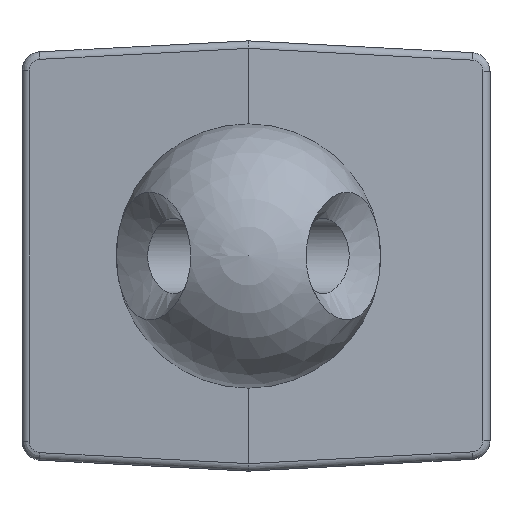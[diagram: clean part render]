
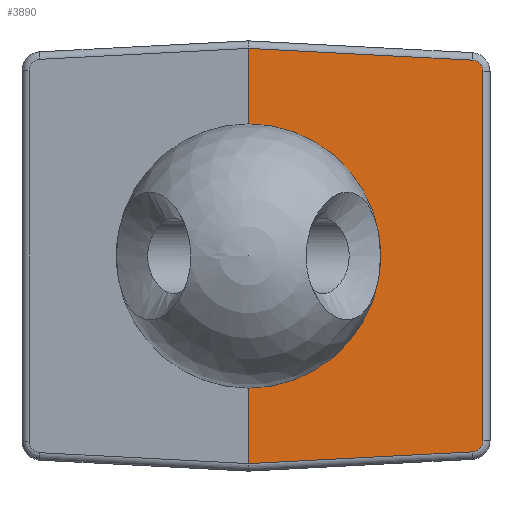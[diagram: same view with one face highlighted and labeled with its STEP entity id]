
A CAD part, left-side view. The second image highlights one B-rep face of the part: STEP entity #3890.
In plain terms, the highlighted planar face has unit normal (-0.999, -0.052, 0).
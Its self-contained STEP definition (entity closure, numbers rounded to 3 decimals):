
#50=ELLIPSE('',#4069,0.3,0.3);
#52=ELLIPSE('',#4074,0.3,0.3);
#59=ELLIPSE('',#4094,2.253,2.25);
#368=FACE_OUTER_BOUND('',#572,.T.);
#572=EDGE_LOOP('',(#3367,#3368,#3369,#3370,#3371,#3372,#3373,#3374));
#968=LINE('',#6524,#1355);
#976=LINE('',#6638,#1363);
#978=LINE('',#6671,#1365);
#979=LINE('',#6674,#1366);
#980=LINE('',#6677,#1367);
#1355=VECTOR('',#4737,10.);
#1363=VECTOR('',#4779,10.);
#1365=VECTOR('',#4789,10.);
#1366=VECTOR('',#4792,10.);
#1367=VECTOR('',#4795,10.);
#1707=VERTEX_POINT('',#6517);
#1710=VERTEX_POINT('',#6522);
#1714=VERTEX_POINT('',#6531);
#1721=VERTEX_POINT('',#6628);
#1723=VERTEX_POINT('',#6634);
#1725=VERTEX_POINT('',#6664);
#1727=VERTEX_POINT('',#6673);
#1728=VERTEX_POINT('',#6675);
#2192=EDGE_CURVE('',#1710,#1707,#968,.T.);
#2210=EDGE_CURVE('',#1707,#1721,#50,.T.);
#2213=EDGE_CURVE('',#1721,#1723,#976,.T.);
#2216=EDGE_CURVE('',#1723,#1725,#52,.T.);
#2218=EDGE_CURVE('',#1725,#1714,#978,.T.);
#2219=EDGE_CURVE('',#1714,#1727,#979,.T.);
#2221=EDGE_CURVE('',#1728,#1710,#980,.T.);
#2258=EDGE_CURVE('',#1727,#1728,#59,.T.);
#3367=ORIENTED_EDGE('',*,*,#2192,.F.);
#3368=ORIENTED_EDGE('',*,*,#2221,.F.);
#3369=ORIENTED_EDGE('',*,*,#2258,.F.);
#3370=ORIENTED_EDGE('',*,*,#2219,.F.);
#3371=ORIENTED_EDGE('',*,*,#2218,.F.);
#3372=ORIENTED_EDGE('',*,*,#2216,.F.);
#3373=ORIENTED_EDGE('',*,*,#2213,.F.);
#3374=ORIENTED_EDGE('',*,*,#2210,.F.);
#3493=PLANE('',#4132);
#3890=ADVANCED_FACE('',(#368),#3493,.T.);
#4069=AXIS2_PLACEMENT_3D('',#6632,#4772,#4773);
#4074=AXIS2_PLACEMENT_3D('',#6668,#4784,#4785);
#4094=AXIS2_PLACEMENT_3D('',#6870,#4857,#4858);
#4132=AXIS2_PLACEMENT_3D('',#7360,#4963,#4964);
#4737=DIRECTION('',(0.052,-0.997,-0.052));
#4772=DIRECTION('center_axis',(0.999,0.052,0.));
#4773=DIRECTION('ref_axis',(0.052,-0.999,0.));
#4779=DIRECTION('',(0.,0.,-1.));
#4784=DIRECTION('center_axis',(0.999,0.052,0.));
#4785=DIRECTION('ref_axis',(0.052,-0.999,0.));
#4789=DIRECTION('',(-0.052,0.997,-0.052));
#4792=DIRECTION('',(0.,0.,1.));
#4795=DIRECTION('',(0.,0.,1.));
#4857=DIRECTION('center_axis',(-0.999,-0.052,0.));
#4858=DIRECTION('ref_axis',(0.052,-0.999,0.));
#4963=DIRECTION('center_axis',(-0.999,-0.052,0.));
#4964=DIRECTION('ref_axis',(0.052,-0.999,0.));
#6517=CARTESIAN_POINT('',(-0.625,-5.926,5.19));
#6522=CARTESIAN_POINT('',(-0.935,0.,5.5));
#6524=CARTESIAN_POINT('',(-0.922,-0.256,5.487));
#6531=CARTESIAN_POINT('',(-0.935,0.,-5.5));
#6628=CARTESIAN_POINT('',(-0.61,-6.21,4.89));
#6632=CARTESIAN_POINT('Origin',(-0.626,-5.91,4.89));
#6634=CARTESIAN_POINT('',(-0.61,-6.21,-4.89));
#6638=CARTESIAN_POINT('',(-0.61,-6.21,0.));
#6664=CARTESIAN_POINT('',(-0.625,-5.926,-5.19));
#6668=CARTESIAN_POINT('Origin',(-0.626,-5.91,-4.89));
#6671=CARTESIAN_POINT('',(-0.922,-0.256,-5.487));
#6673=CARTESIAN_POINT('',(-0.935,0.,-2.25));
#6674=CARTESIAN_POINT('',(-0.935,0.,0.));
#6675=CARTESIAN_POINT('',(-0.935,0.,2.25));
#6677=CARTESIAN_POINT('',(-0.935,0.,0.));
#6870=CARTESIAN_POINT('Origin',(-0.937,0.026,0.));
#7360=CARTESIAN_POINT('Origin',(-0.935,0.,0.));
